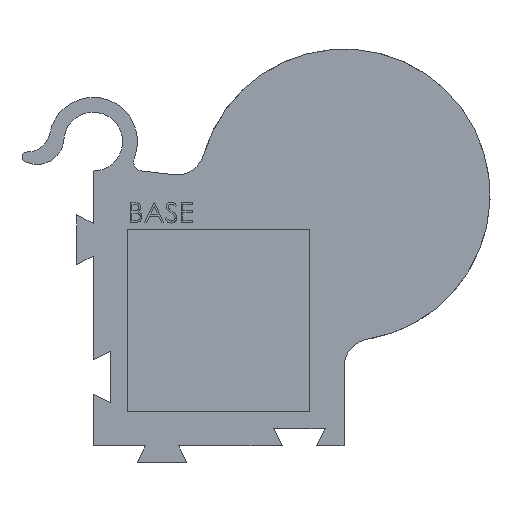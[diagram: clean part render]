
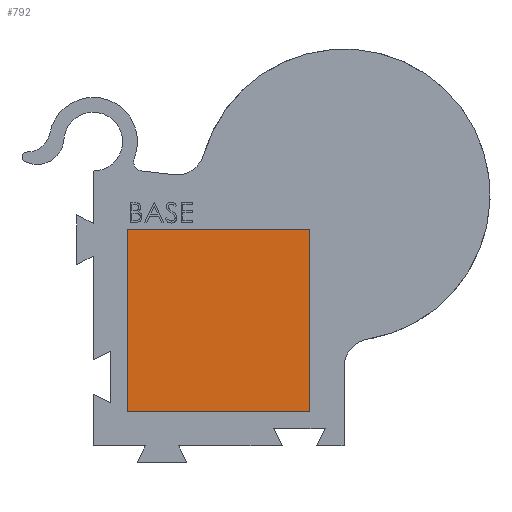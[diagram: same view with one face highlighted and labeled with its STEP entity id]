
A CAD part, front view. The second image highlights one B-rep face of the part: STEP entity #792.
In plain terms, the highlighted planar face has unit normal (0, -1, 0).
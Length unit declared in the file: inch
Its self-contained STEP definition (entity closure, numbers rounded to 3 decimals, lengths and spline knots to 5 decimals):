
#52 = ORIENTED_EDGE ( 'NONE', *, *, #4781, .T. ) ;
#75 = CARTESIAN_POINT ( 'NONE',  ( 4.20379, 0.37758, 3.13189 ) ) ;
#383 = VECTOR ( 'NONE', #3906, 39.37008 ) ;
#703 = CARTESIAN_POINT ( 'NONE',  ( 4.20379, 0.37758, 5.78189 ) ) ;
#792 = ADVANCED_FACE ( 'NONE', ( #2752 ), #2801, .T. ) ;
#835 = CARTESIAN_POINT ( 'NONE',  ( 4.20379, 0.37758, 5.78189 ) ) ;
#896 = DIRECTION ( 'NONE',  ( 0., -1., 0. ) ) ;
#1349 = LINE ( 'NONE', #4356, #383 ) ;
#1381 = DIRECTION ( 'NONE',  ( 1., 0., 0. ) ) ;
#1386 = ORIENTED_EDGE ( 'NONE', *, *, #3569, .T. ) ;
#1610 = CARTESIAN_POINT ( 'NONE',  ( 1.55379, 0.37758, 5.78189 ) ) ;
#2186 = DIRECTION ( 'NONE',  ( 0., 0., 1. ) ) ;
#2574 = VECTOR ( 'NONE', #1381, 39.37008 ) ;
#2626 = EDGE_LOOP ( 'NONE', ( #4750, #52, #3897, #1386 ) ) ;
#2682 = LINE ( 'NONE', #703, #3164 ) ;
#2697 = VERTEX_POINT ( 'NONE', #75 ) ;
#2752 = FACE_OUTER_BOUND ( 'NONE', #2626, .T. ) ;
#2801 = PLANE ( 'NONE',  #2964 ) ;
#2964 = AXIS2_PLACEMENT_3D ( 'NONE', #4205, #896, #3862 ) ;
#3057 = CARTESIAN_POINT ( 'NONE',  ( 4.20379, 0.37758, 5.78189 ) ) ;
#3164 = VECTOR ( 'NONE', #2186, 39.37008 ) ;
#3167 = VERTEX_POINT ( 'NONE', #4206 ) ;
#3206 = EDGE_CURVE ( 'NONE', #3489, #3871, #4557, .T. ) ;
#3240 = LINE ( 'NONE', #4714, #2574 ) ;
#3326 = EDGE_CURVE ( 'NONE', #3167, #2697, #3240, .T. ) ;
#3489 = VERTEX_POINT ( 'NONE', #835 ) ;
#3569 = EDGE_CURVE ( 'NONE', #3871, #3167, #1349, .T. ) ;
#3834 = DIRECTION ( 'NONE',  ( -1., 0., 0. ) ) ;
#3862 = DIRECTION ( 'NONE',  ( 0., 0., -1. ) ) ;
#3871 = VERTEX_POINT ( 'NONE', #1610 ) ;
#3897 = ORIENTED_EDGE ( 'NONE', *, *, #3206, .T. ) ;
#3906 = DIRECTION ( 'NONE',  ( 0., 0., -1. ) ) ;
#4205 = CARTESIAN_POINT ( 'NONE',  ( 0., 0.37758, 0. ) ) ;
#4206 = CARTESIAN_POINT ( 'NONE',  ( 1.55379, 0.37758, 3.13189 ) ) ;
#4356 = CARTESIAN_POINT ( 'NONE',  ( 1.55379, 0.37758, 5.78189 ) ) ;
#4557 = LINE ( 'NONE', #3057, #4659 ) ;
#4659 = VECTOR ( 'NONE', #3834, 39.37008 ) ;
#4714 = CARTESIAN_POINT ( 'NONE',  ( 4.20379, 0.37758, 3.13189 ) ) ;
#4750 = ORIENTED_EDGE ( 'NONE', *, *, #3326, .T. ) ;
#4781 = EDGE_CURVE ( 'NONE', #2697, #3489, #2682, .T. ) ;
